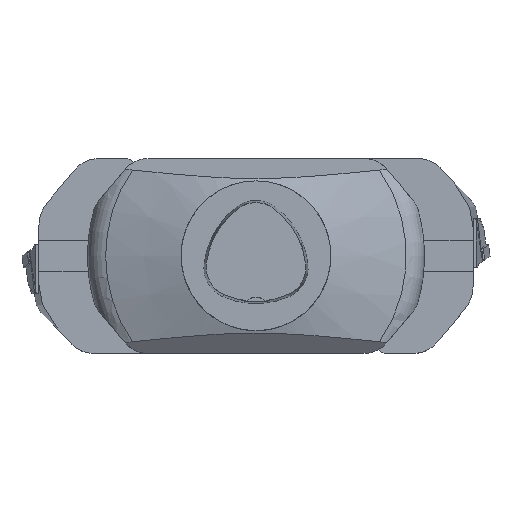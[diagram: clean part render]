
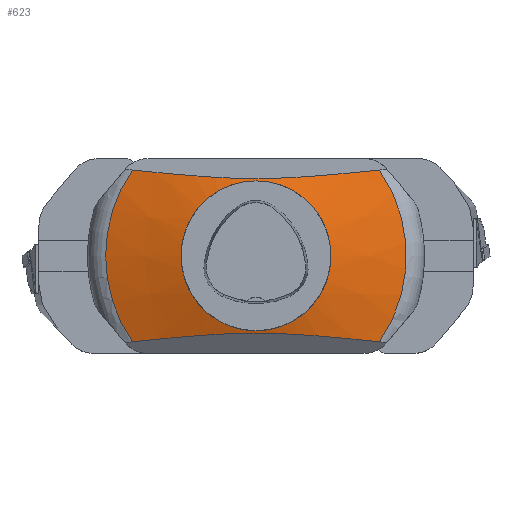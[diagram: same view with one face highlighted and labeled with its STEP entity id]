
A CAD part, top view. The second image highlights one B-rep face of the part: STEP entity #623.
In plain terms, the highlighted conical face has half-angle 72 degrees and reference radius 39.992 mm.
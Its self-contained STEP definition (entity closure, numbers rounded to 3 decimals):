
#531=CONICAL_SURFACE('',#3603,39.993,72.);
#538=FACE_BOUND('',#1045,.T.);
#539=FACE_BOUND('',#1046,.T.);
#579=B_SPLINE_CURVE_WITH_KNOTS('',3,(#4873,#4874,#4875,#4876,#4877,#4878,
#4879,#4880,#4881,#4882,#4883,#4884),.UNSPECIFIED.,.F.,.F.,(4,2,2,2,2,4),
(0.,0.25,0.375,0.5,0.75,1.),.UNSPECIFIED.);
#580=B_SPLINE_CURVE_WITH_KNOTS('',3,(#4885,#4886,#4887,#4888,#4889,#4890,
#4891,#4892,#4893,#4894,#4895,#4896),.UNSPECIFIED.,.F.,.F.,(4,2,2,2,2,4),
(0.,0.25,0.375,0.5,0.75,1.),.UNSPECIFIED.);
#623=ADVANCED_FACE('',(#538,#539),#531,.T.);
#1045=EDGE_LOOP('',(#1331));
#1046=EDGE_LOOP('',(#1332,#1333,#1334,#1335));
#1222=CIRCLE('',#3596,80.326);
#1224=CIRCLE('',#3599,80.326);
#1226=CIRCLE('',#3602,39.993);
#1331=ORIENTED_EDGE('',*,*,#2490,.T.);
#1332=ORIENTED_EDGE('',*,*,#2491,.F.);
#1333=ORIENTED_EDGE('',*,*,#2470,.T.);
#1334=ORIENTED_EDGE('',*,*,#2492,.F.);
#1335=ORIENTED_EDGE('',*,*,#2482,.T.);
#2181=VERTEX_POINT('',#4766);
#2182=VERTEX_POINT('',#4767);
#2193=VERTEX_POINT('',#4828);
#2194=VERTEX_POINT('',#4830);
#2201=VERTEX_POINT('',#4872);
#2470=EDGE_CURVE('',#2181,#2182,#1222,.T.);
#2482=EDGE_CURVE('',#2194,#2193,#1224,.T.);
#2490=EDGE_CURVE('',#2201,#2201,#1226,.T.);
#2491=EDGE_CURVE('',#2181,#2193,#579,.T.);
#2492=EDGE_CURVE('',#2194,#2182,#580,.T.);
#3596=AXIS2_PLACEMENT_3D('',#4765,#3910,#3911);
#3599=AXIS2_PLACEMENT_3D('',#4829,#3916,#3917);
#3602=AXIS2_PLACEMENT_3D('',#4871,#3922,#3923);
#3603=AXIS2_PLACEMENT_3D('',#4897,#3924,#3925);
#3910=DIRECTION('',(0.,0.,1.));
#3911=DIRECTION('',(-1.,0.,0.));
#3916=DIRECTION('',(0.,0.,1.));
#3917=DIRECTION('',(-1.,0.,0.));
#3922=DIRECTION('',(0.,0.,-1.));
#3923=DIRECTION('',(-1.,0.,0.));
#3924=DIRECTION('',(0.,0.,-1.));
#3925=DIRECTION('',(-1.,0.,0.));
#4765=CARTESIAN_POINT('',(0.,0.,-43.205));
#4766=CARTESIAN_POINT('',(65.929,-45.887,-43.205));
#4767=CARTESIAN_POINT('',(65.929,45.887,-43.205));
#4828=CARTESIAN_POINT('',(-65.929,-45.887,-43.205));
#4829=CARTESIAN_POINT('',(0.,0.,-43.205));
#4830=CARTESIAN_POINT('',(-65.929,45.887,-43.205));
#4871=CARTESIAN_POINT('',(0.,0.,-30.1));
#4872=CARTESIAN_POINT('',(-39.993,0.,-30.1));
#4873=CARTESIAN_POINT('',(65.929,-45.887,-43.205));
#4874=CARTESIAN_POINT('',(55.085,-44.758,-40.104));
#4875=CARTESIAN_POINT('',(44.209,-43.673,-37.122));
#4876=CARTESIAN_POINT('',(27.679,-42.352,-33.491));
#4877=CARTESIAN_POINT('',(22.13,-41.965,-32.43));
#4878=CARTESIAN_POINT('',(10.875,-41.415,-30.918));
#4879=CARTESIAN_POINT('',(5.106,-41.259,-30.488));
#4880=CARTESIAN_POINT('',(-11.853,-41.289,-30.571));
#4881=CARTESIAN_POINT('',(-22.807,-41.956,-32.403));
#4882=CARTESIAN_POINT('',(-44.488,-43.702,-37.202));
#4883=CARTESIAN_POINT('',(-55.221,-44.772,-40.142));
#4884=CARTESIAN_POINT('',(-65.929,-45.887,-43.205));
#4885=CARTESIAN_POINT('',(-65.929,45.887,-43.205));
#4886=CARTESIAN_POINT('',(-55.085,44.758,-40.104));
#4887=CARTESIAN_POINT('',(-44.209,43.673,-37.122));
#4888=CARTESIAN_POINT('',(-27.679,42.352,-33.491));
#4889=CARTESIAN_POINT('',(-22.13,41.965,-32.43));
#4890=CARTESIAN_POINT('',(-10.875,41.415,-30.918));
#4891=CARTESIAN_POINT('',(-5.106,41.259,-30.488));
#4892=CARTESIAN_POINT('',(11.853,41.289,-30.571));
#4893=CARTESIAN_POINT('',(22.807,41.956,-32.403));
#4894=CARTESIAN_POINT('',(44.488,43.702,-37.202));
#4895=CARTESIAN_POINT('',(55.221,44.772,-40.142));
#4896=CARTESIAN_POINT('',(65.929,45.887,-43.205));
#4897=CARTESIAN_POINT('',(0.,0.,-30.1));
